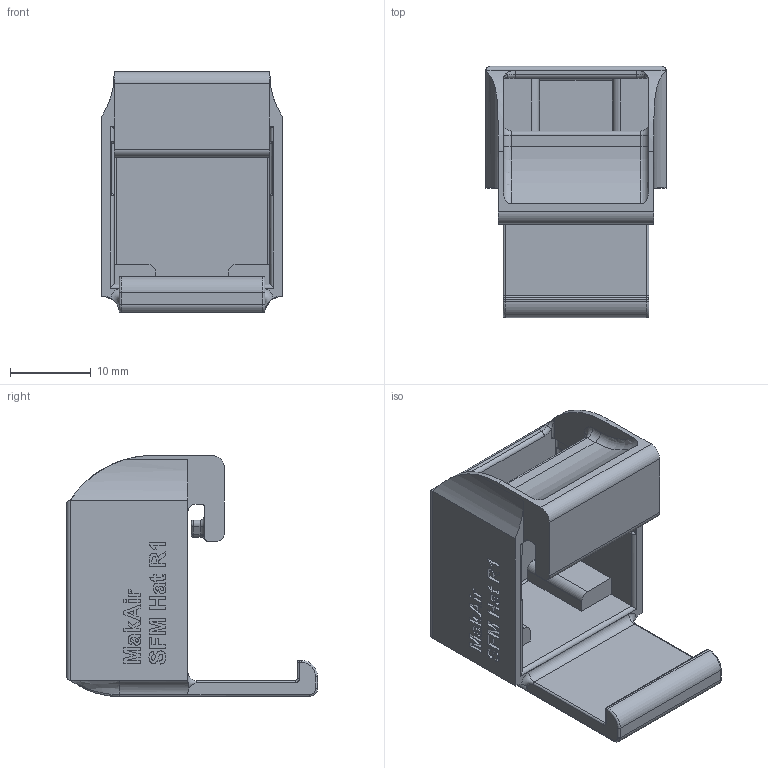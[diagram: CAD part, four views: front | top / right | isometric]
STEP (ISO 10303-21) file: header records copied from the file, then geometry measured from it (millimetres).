
FILE_DESCRIPTION(/* description */ (''),/* implementation_level */ '2;1');
FILE_NAME(/* name */ 'Cap.step',/* time_stamp */ '2021-01-10T11:23:32+01:00',/* author */ (''),/* organization */ (''),/* preprocessor_version */ 'ST-DEVELOPER v18.1',/* originating_system */ 'Autodesk Translation Framework v9.7.0.1280',/* authorisation */ '');
FILE_SCHEMA (('AUTOMOTIVE_DESIGN { 1 0 10303 214 3 1 1 }'));
Length unit declared in the file: millimetre
Products named in the file (1): Cap
Bounding box: 22.25 x 31 x 29.75 mm (x, y, z)
Volume: 4701.3 mm3; surface area: 4808.4 mm2
Topology: 1 solids, 1 shells, 581 faces, 1579 edges, 1024 vertices
Faces by surface type: plane 241, bspline 233, cylinder 75, torus 30, sphere 2
Entity records: 19974 total; most frequent: CARTESIAN_POINT 7104, ORIENTED_EDGE 3154, DIRECTION 1979, EDGE_CURVE 1577, VERTEX_POINT 1024, LINE 905, VECTOR 905, EDGE_LOOP 609
